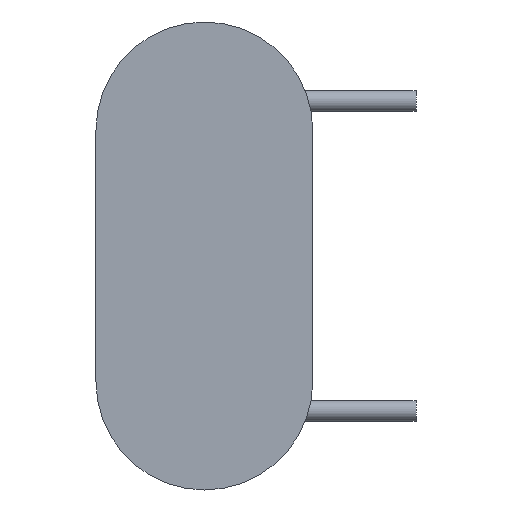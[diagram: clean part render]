
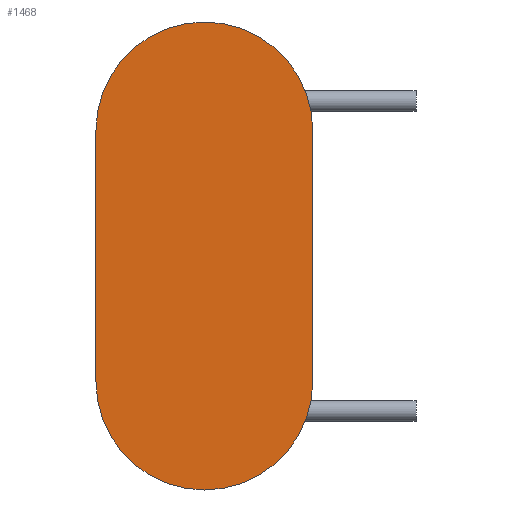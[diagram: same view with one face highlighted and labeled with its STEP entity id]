
A CAD part, front view. The second image highlights one B-rep face of the part: STEP entity #1468.
In plain terms, the highlighted planar face has unit normal (0, -1, 0).
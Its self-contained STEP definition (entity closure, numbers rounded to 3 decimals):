
#23 = ORIENTED_EDGE ( 'NONE', *, *, #1265, .F. ) ;
#34 = ORIENTED_EDGE ( 'NONE', *, *, #1397, .F. ) ;
#43 = ORIENTED_EDGE ( 'NONE', *, *, #966, .F. ) ;
#54 = CARTESIAN_POINT ( 'NONE',  ( -3.15, 0., 3.65 ) ) ;
#83 = CARTESIAN_POINT ( 'NONE',  ( 0., 0., -3.65 ) ) ;
#109 = CIRCLE ( 'NONE', #1278, 3.15 ) ;
#146 = CARTESIAN_POINT ( 'NONE',  ( -3.15, 0., -3.65 ) ) ;
#219 = CARTESIAN_POINT ( 'NONE',  ( 0., 0., -6.8 ) ) ;
#366 = CARTESIAN_POINT ( 'NONE',  ( 3.15, 0., -3.65 ) ) ;
#372 = LINE ( 'NONE', #146, #684 ) ;
#416 = ORIENTED_EDGE ( 'NONE', *, *, #1520, .F. ) ;
#475 = DIRECTION ( 'NONE',  ( 0., 0., -1. ) ) ;
#487 = CIRCLE ( 'NONE', #878, 3.15 ) ;
#501 = ORIENTED_EDGE ( 'NONE', *, *, #671, .F. ) ;
#556 = DIRECTION ( 'NONE',  ( 0., 0., 1. ) ) ;
#622 = EDGE_LOOP ( 'NONE', ( #501, #416, #34, #23, #43 ) ) ;
#671 = EDGE_CURVE ( 'NONE', #1235, #697, #1115, .T. ) ;
#684 = VECTOR ( 'NONE', #1073, 1000. ) ;
#697 = VERTEX_POINT ( 'NONE', #219 ) ;
#722 = LINE ( 'NONE', #1173, #782 ) ;
#730 = DIRECTION ( 'NONE',  ( 0., 0., 1. ) ) ;
#782 = VECTOR ( 'NONE', #475, 1000. ) ;
#857 = CARTESIAN_POINT ( 'NONE',  ( 0., 0., -3.65 ) ) ;
#871 = DIRECTION ( 'NONE',  ( 0., 1., 0. ) ) ;
#876 = VERTEX_POINT ( 'NONE', #1458 ) ;
#878 = AXIS2_PLACEMENT_3D ( 'NONE', #1211, #1440, #730 ) ;
#888 = DIRECTION ( 'NONE',  ( 0., 1., 0. ) ) ;
#966 = EDGE_CURVE ( 'NONE', #697, #1344, #109, .T. ) ;
#988 = FACE_OUTER_BOUND ( 'NONE', #622, .T. ) ;
#1045 = CARTESIAN_POINT ( 'NONE',  ( -3.15, 0., -3.65 ) ) ;
#1046 = AXIS2_PLACEMENT_3D ( 'NONE', #857, #1334, #1318 ) ;
#1073 = DIRECTION ( 'NONE',  ( 0., 0., 1. ) ) ;
#1115 = CIRCLE ( 'NONE', #1307, 3.15 ) ;
#1145 = CARTESIAN_POINT ( 'NONE',  ( 0., 0., -3.65 ) ) ;
#1173 = CARTESIAN_POINT ( 'NONE',  ( 3.15, 0., -3.65 ) ) ;
#1211 = CARTESIAN_POINT ( 'NONE',  ( 0., 0., 3.65 ) ) ;
#1235 = VERTEX_POINT ( 'NONE', #366 ) ;
#1265 = EDGE_CURVE ( 'NONE', #1344, #1499, #372, .T. ) ;
#1278 = AXIS2_PLACEMENT_3D ( 'NONE', #1145, #888, #556 ) ;
#1307 = AXIS2_PLACEMENT_3D ( 'NONE', #83, #871, #1347 ) ;
#1318 = DIRECTION ( 'NONE',  ( 0., 0., 1. ) ) ;
#1334 = DIRECTION ( 'NONE',  ( 0., 1., 0. ) ) ;
#1344 = VERTEX_POINT ( 'NONE', #1045 ) ;
#1347 = DIRECTION ( 'NONE',  ( 0., 0., 1. ) ) ;
#1397 = EDGE_CURVE ( 'NONE', #1499, #876, #487, .T. ) ;
#1440 = DIRECTION ( 'NONE',  ( 0., 1., 0. ) ) ;
#1458 = CARTESIAN_POINT ( 'NONE',  ( 3.15, 0., 3.65 ) ) ;
#1461 = PLANE ( 'NONE',  #1046 ) ;
#1468 = ADVANCED_FACE ( 'NONE', ( #988 ), #1461, .F. ) ;
#1499 = VERTEX_POINT ( 'NONE', #54 ) ;
#1520 = EDGE_CURVE ( 'NONE', #876, #1235, #722, .T. ) ;
